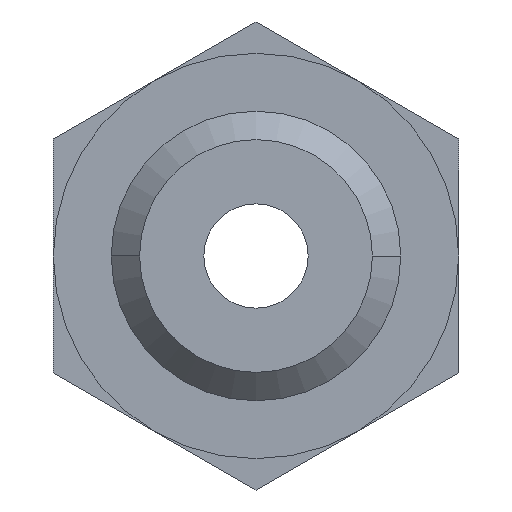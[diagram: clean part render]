
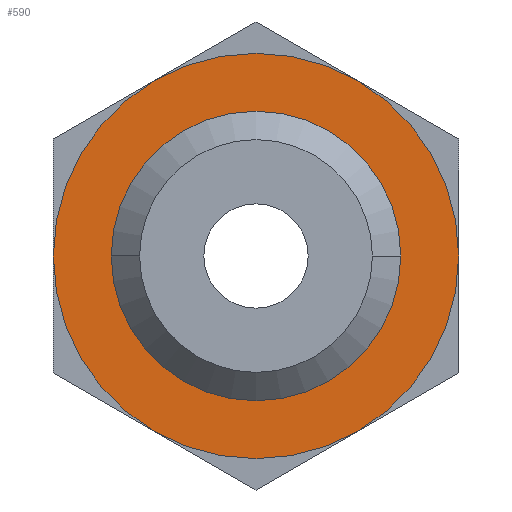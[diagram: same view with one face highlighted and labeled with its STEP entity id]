
A CAD part, front view. The second image highlights one B-rep face of the part: STEP entity #590.
In plain terms, the highlighted planar face has unit normal (0, -1, 0).
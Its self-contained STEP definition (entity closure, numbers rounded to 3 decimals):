
#240 = EDGE_CURVE( '', #404, #294, #646, .T. );
#294 = VERTEX_POINT( '', #706 );
#382 = EDGE_CURVE( '', #444, #438, #802, .T. );
#404 = VERTEX_POINT( '', #830 );
#438 = VERTEX_POINT( '', #866 );
#444 = VERTEX_POINT( '', #873 );
#590 = ADVANCED_FACE( '', ( #1042, #1043 ), #1044, .T. );
#596 = EDGE_CURVE( '', #438, #444, #1050, .T. );
#600 = EDGE_CURVE( '', #294, #404, #1054, .T. );
#646 = CIRCLE( '', #1102, 3.5 );
#706 = CARTESIAN_POINT( '', ( 3.5, 3.5, 0. ) );
#802 = CIRCLE( '', #1316, 2.5 );
#830 = CARTESIAN_POINT( '', ( -3.5, 3.5, 0. ) );
#866 = CARTESIAN_POINT( '', ( -2.5, 3.5, 0. ) );
#873 = CARTESIAN_POINT( '', ( 2.5, 3.5, 0. ) );
#1042 = FACE_OUTER_BOUND( '', #1622, .T. );
#1043 = FACE_BOUND( '', #1623, .T. );
#1044 = PLANE( '', #1624 );
#1050 = CIRCLE( '', #1634, 2.5 );
#1054 = CIRCLE( '', #1641, 3.5 );
#1102 = AXIS2_PLACEMENT_3D( '', #1671, #1672, #1673 );
#1316 = AXIS2_PLACEMENT_3D( '', #1844, #1845, #1846 );
#1622 = EDGE_LOOP( '', ( #2177, #2178 ) );
#1623 = EDGE_LOOP( '', ( #2179, #2180 ) );
#1624 = AXIS2_PLACEMENT_3D( '', #2181, #2182, #2183 );
#1634 = AXIS2_PLACEMENT_3D( '', #2188, #2189, #2190 );
#1641 = AXIS2_PLACEMENT_3D( '', #2192, #2193, #2194 );
#1671 = CARTESIAN_POINT( '', ( 0., 3.5, 0. ) );
#1672 = DIRECTION( '', ( 0., 1., 0. ) );
#1673 = DIRECTION( '', ( 1., 0., 0. ) );
#1844 = CARTESIAN_POINT( '', ( 0., 3.5, 0. ) );
#1845 = DIRECTION( '', ( 0., 1., 0. ) );
#1846 = DIRECTION( '', ( 1., 0., 0. ) );
#2177 = ORIENTED_EDGE( '', *, *, #600, .F. );
#2178 = ORIENTED_EDGE( '', *, *, #240, .F. );
#2179 = ORIENTED_EDGE( '', *, *, #382, .T. );
#2180 = ORIENTED_EDGE( '', *, *, #596, .T. );
#2181 = CARTESIAN_POINT( '', ( 3., 3.5, 0. ) );
#2182 = DIRECTION( '', ( 0., -1., 0. ) );
#2183 = DIRECTION( '', ( -1., 0., 0. ) );
#2188 = CARTESIAN_POINT( '', ( 0., 3.5, 0. ) );
#2189 = DIRECTION( '', ( 0., 1., 0. ) );
#2190 = DIRECTION( '', ( 1., 0., 0. ) );
#2192 = CARTESIAN_POINT( '', ( 0., 3.5, 0. ) );
#2193 = DIRECTION( '', ( 0., 1., 0. ) );
#2194 = DIRECTION( '', ( 1., 0., 0. ) );
